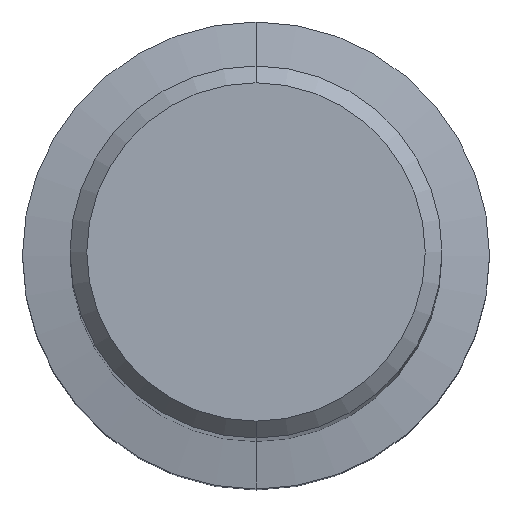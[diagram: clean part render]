
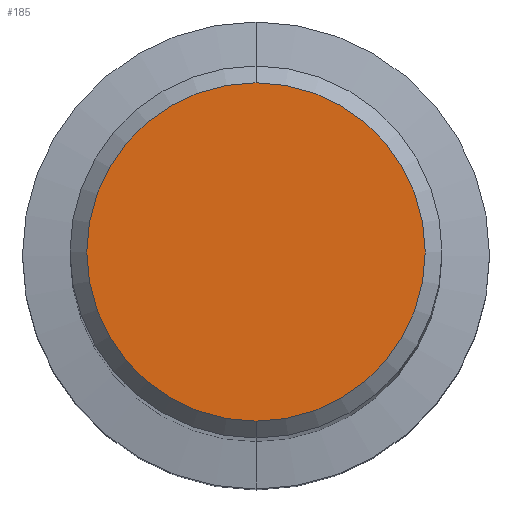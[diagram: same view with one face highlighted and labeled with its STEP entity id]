
A CAD part, top view. The second image highlights one B-rep face of the part: STEP entity #185.
In plain terms, the highlighted planar face has unit normal (0, 0, 1).
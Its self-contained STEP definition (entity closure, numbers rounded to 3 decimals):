
#147=EDGE_CURVE('',#191,#249,#351,.T.);
#185=ADVANCED_FACE('',(#396),#397,.T.);
#191=VERTEX_POINT('',#403);
#239=EDGE_CURVE('',#249,#191,#452,.T.);
#249=VERTEX_POINT('',#462);
#351=CIRCLE('',#572,8.05);
#396=FACE_OUTER_BOUND('',#627,.T.);
#397=PLANE('',#628);
#403=CARTESIAN_POINT('',(0.,-8.05,0.0));
#452=CIRCLE('',#704,8.05);
#462=CARTESIAN_POINT('',(0.0,8.05,0.0));
#572=AXIS2_PLACEMENT_3D('',#841,#842,#843);
#627=EDGE_LOOP('',(#902,#903));
#628=AXIS2_PLACEMENT_3D('',#904,#905,#906);
#704=AXIS2_PLACEMENT_3D('',#944,#945,#946);
#841=CARTESIAN_POINT('',(0.0,0.0,0.0));
#842=DIRECTION('',(0.0,0.0,-1.0));
#843=DIRECTION('',(0.0,1.0,0.0));
#902=ORIENTED_EDGE('',*,*,#239,.F.);
#903=ORIENTED_EDGE('',*,*,#147,.F.);
#904=CARTESIAN_POINT('',(0.0,4.025,0.0));
#905=DIRECTION('',(-0.0,0.0,1.0));
#906=DIRECTION('',(0.0,-1.0,0.0));
#944=CARTESIAN_POINT('',(0.0,0.0,0.0));
#945=DIRECTION('',(0.0,0.0,-1.0));
#946=DIRECTION('',(0.0,1.0,0.0));
